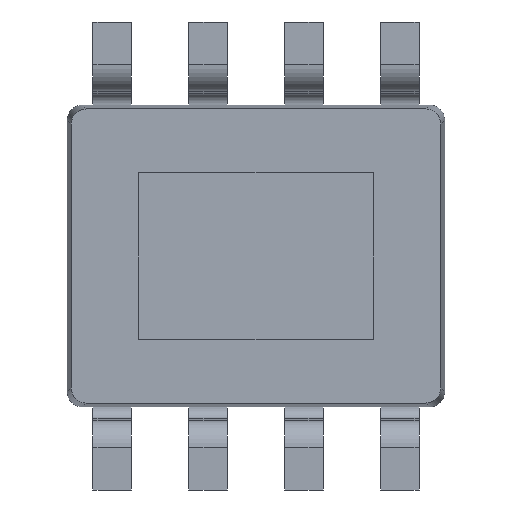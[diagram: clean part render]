
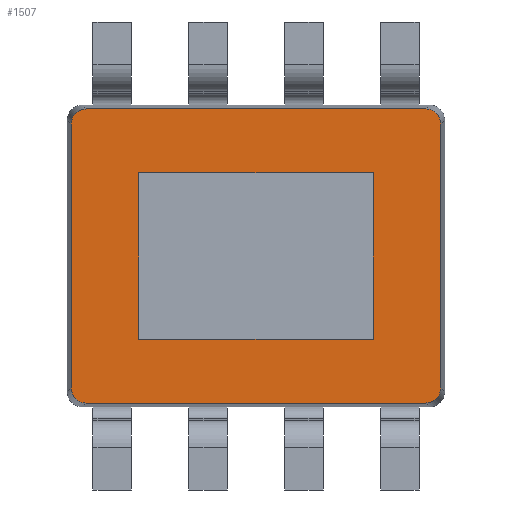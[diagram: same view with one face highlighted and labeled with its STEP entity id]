
A CAD part, front view. The second image highlights one B-rep face of the part: STEP entity #1507.
In plain terms, the highlighted planar face has unit normal (0, -1, 0).
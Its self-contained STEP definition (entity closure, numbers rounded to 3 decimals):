
#32 = EDGE_LOOP ( 'NONE', ( #257, #5199, #905, #5065, #3558, #5219, #5482, #3986 ) ) ;
#56 = CARTESIAN_POINT ( 'NONE',  ( -2.448, 0.095, 1.748 ) ) ;
#75 = CARTESIAN_POINT ( 'NONE',  ( -1.55, 0.095, 1.1 ) ) ;
#88 = CARTESIAN_POINT ( 'NONE',  ( -2.248, 0.095, 1.948 ) ) ;
#215 = CARTESIAN_POINT ( 'NONE',  ( 2.248, 0.095, 1.948 ) ) ;
#243 = LINE ( 'NONE', #4875, #5714 ) ;
#246 = DIRECTION ( 'NONE',  ( 0., -1., 0. ) ) ;
#257 = ORIENTED_EDGE ( 'NONE', *, *, #1105, .T. ) ;
#285 = EDGE_CURVE ( 'NONE', #972, #4993, #5045, .T. ) ;
#372 = CARTESIAN_POINT ( 'NONE',  ( -2.448, 0.095, 1.748 ) ) ;
#386 = ORIENTED_EDGE ( 'NONE', *, *, #2427, .F. ) ;
#448 = CARTESIAN_POINT ( 'NONE',  ( 1.55, 0.095, -1.1 ) ) ;
#626 = CARTESIAN_POINT ( 'NONE',  ( 2.448, 0.095, 1.748 ) ) ;
#629 = CARTESIAN_POINT ( 'NONE',  ( 2.248, 0.095, 1.948 ) ) ;
#637 = VERTEX_POINT ( 'NONE', #3308 ) ;
#638 = VECTOR ( 'NONE', #5530, 1000. ) ;
#749 = VERTEX_POINT ( 'NONE', #2797 ) ;
#810 = EDGE_CURVE ( 'NONE', #3002, #4757, #4428, .T. ) ;
#838 = CARTESIAN_POINT ( 'NONE',  ( 2.248, 0.095, -1.948 ) ) ;
#905 = ORIENTED_EDGE ( 'NONE', *, *, #4069, .T. ) ;
#945 = CARTESIAN_POINT ( 'NONE',  ( 1.55, 0.095, -1.1 ) ) ;
#959 = EDGE_LOOP ( 'NONE', ( #386, #4457, #2156, #1031 ) ) ;
#967 = VERTEX_POINT ( 'NONE', #629 ) ;
#972 = VERTEX_POINT ( 'NONE', #2311 ) ;
#989 =( BOUNDED_CURVE ( )  B_SPLINE_CURVE ( 3, ( #3982, #3082, #1273, #372 ),
 .UNSPECIFIED., .F., .T. ) 
 B_SPLINE_CURVE_WITH_KNOTS ( ( 4, 4 ),
 ( 5.502, 7.065 ),
 .UNSPECIFIED. ) 
 CURVE ( )  GEOMETRIC_REPRESENTATION_ITEM ( )  RATIONAL_B_SPLINE_CURVE ( ( 1., 0.807, 0.807, 1. ) ) 
 REPRESENTATION_ITEM ( '' )  );
#1031 = ORIENTED_EDGE ( 'NONE', *, *, #3003, .F. ) ;
#1105 = EDGE_CURVE ( 'NONE', #5905, #4413, #4794, .T. ) ;
#1168 = VERTEX_POINT ( 'NONE', #1544 ) ;
#1181 = PLANE ( 'NONE',  #4759 ) ;
#1273 = CARTESIAN_POINT ( 'NONE',  ( -2.448, 0.095, 1.865 ) ) ;
#1418 = CARTESIAN_POINT ( 'NONE',  ( 2.448, 0.095, -2. ) ) ;
#1482 = CARTESIAN_POINT ( 'NONE',  ( -2.448, 0.095, -1.748 ) ) ;
#1507 = ADVANCED_FACE ( 'NONE', ( #2745, #2543 ), #1181, .T. ) ;
#1544 = CARTESIAN_POINT ( 'NONE',  ( 2.248, 0.095, -1.948 ) ) ;
#1817 = CARTESIAN_POINT ( 'NONE',  ( 1.55, 0.095, 1.1 ) ) ;
#1914 = LINE ( 'NONE', #2843, #5945 ) ;
#1954 = EDGE_CURVE ( 'NONE', #967, #5835, #243, .T. ) ;
#2058 = VECTOR ( 'NONE', #4311, 1000. ) ;
#2075 = VECTOR ( 'NONE', #3198, 1000. ) ;
#2119 = CARTESIAN_POINT ( 'NONE',  ( 2.448, 0.095, -1.865 ) ) ;
#2135 = VECTOR ( 'NONE', #4869, 1000. ) ;
#2156 = ORIENTED_EDGE ( 'NONE', *, *, #810, .F. ) ;
#2193 = CARTESIAN_POINT ( 'NONE',  ( 2.448, 0.095, -1.748 ) ) ;
#2310 = CARTESIAN_POINT ( 'NONE',  ( 2.448, 0.095, 1.748 ) ) ;
#2311 = CARTESIAN_POINT ( 'NONE',  ( 2.448, 0.095, -1.748 ) ) ;
#2427 = EDGE_CURVE ( 'NONE', #749, #637, #5438, .T. ) ;
#2475 = CARTESIAN_POINT ( 'NONE',  ( 2.365, 0.095, 1.948 ) ) ;
#2489 = DIRECTION ( 'NONE',  ( -1., 0., 0. ) ) ;
#2543 = FACE_OUTER_BOUND ( 'NONE', #32, .T. ) ;
#2745 = FACE_BOUND ( 'NONE', #959, .T. ) ;
#2797 = CARTESIAN_POINT ( 'NONE',  ( -1.55, 0.095, 1.1 ) ) ;
#2843 = CARTESIAN_POINT ( 'NONE',  ( -2.5, 0.095, -1.948 ) ) ;
#3002 = VERTEX_POINT ( 'NONE', #945 ) ;
#3003 = EDGE_CURVE ( 'NONE', #637, #3002, #4477, .T. ) ;
#3062 = CARTESIAN_POINT ( 'NONE',  ( 2.365, 0.095, -1.948 ) ) ;
#3082 = CARTESIAN_POINT ( 'NONE',  ( -2.365, 0.095, 1.948 ) ) ;
#3145 = CARTESIAN_POINT ( 'NONE',  ( -2.248, 0.095, -1.948 ) ) ;
#3193 =( BOUNDED_CURVE ( )  B_SPLINE_CURVE ( 3, ( #626, #3796, #2475, #215 ),
 .UNSPECIFIED., .F., .F. ) 
 B_SPLINE_CURVE_WITH_KNOTS ( ( 4, 4 ),
 ( 5.502, 7.065 ),
 .UNSPECIFIED. ) 
 CURVE ( )  GEOMETRIC_REPRESENTATION_ITEM ( )  RATIONAL_B_SPLINE_CURVE ( ( 1., 0.807, 0.807, 1. ) ) 
 REPRESENTATION_ITEM ( '' )  );
#3198 = DIRECTION ( 'NONE',  ( -1., 0., 0. ) ) ;
#3203 = EDGE_CURVE ( 'NONE', #4757, #749, #4742, .T. ) ;
#3228 = DIRECTION ( 'NONE',  ( 1., 0., 0. ) ) ;
#3239 = CARTESIAN_POINT ( 'NONE',  ( 1.55, 0.095, 1.1 ) ) ;
#3298 = DIRECTION ( 'NONE',  ( 0., 0., 1. ) ) ;
#3308 = CARTESIAN_POINT ( 'NONE',  ( -1.55, 0.095, -1.1 ) ) ;
#3331 =( BOUNDED_CURVE ( )  B_SPLINE_CURVE ( 3, ( #1482, #3772, #5606, #3332 ),
 .UNSPECIFIED., .F., .F. ) 
 B_SPLINE_CURVE_WITH_KNOTS ( ( 4, 4 ),
 ( 5.502, 7.065 ),
 .UNSPECIFIED. ) 
 CURVE ( )  GEOMETRIC_REPRESENTATION_ITEM ( )  RATIONAL_B_SPLINE_CURVE ( ( 1., 0.807, 0.807, 1. ) ) 
 REPRESENTATION_ITEM ( '' )  );
#3332 = CARTESIAN_POINT ( 'NONE',  ( -2.248, 0.095, -1.948 ) ) ;
#3368 =( BOUNDED_CURVE ( )  B_SPLINE_CURVE ( 3, ( #838, #3062, #2119, #2193 ),
 .UNSPECIFIED., .F., .T. ) 
 B_SPLINE_CURVE_WITH_KNOTS ( ( 4, 4 ),
 ( 5.502, 7.065 ),
 .UNSPECIFIED. ) 
 CURVE ( )  GEOMETRIC_REPRESENTATION_ITEM ( )  RATIONAL_B_SPLINE_CURVE ( ( 1., 0.807, 0.807, 1. ) ) 
 REPRESENTATION_ITEM ( '' )  );
#3558 = ORIENTED_EDGE ( 'NONE', *, *, #285, .T. ) ;
#3772 = CARTESIAN_POINT ( 'NONE',  ( -2.448, 0.095, -1.865 ) ) ;
#3796 = CARTESIAN_POINT ( 'NONE',  ( 2.448, 0.095, 1.865 ) ) ;
#3934 = DIRECTION ( 'NONE',  ( 0., 0., -1. ) ) ;
#3982 = CARTESIAN_POINT ( 'NONE',  ( -2.248, 0.095, 1.948 ) ) ;
#3986 = ORIENTED_EDGE ( 'NONE', *, *, #4591, .T. ) ;
#4069 = EDGE_CURVE ( 'NONE', #5186, #1168, #1914, .T. ) ;
#4218 = EDGE_CURVE ( 'NONE', #4413, #5186, #3331, .T. ) ;
#4311 = DIRECTION ( 'NONE',  ( 0., 0., -1. ) ) ;
#4321 = CARTESIAN_POINT ( 'NONE',  ( -2.5, 0.095, 2. ) ) ;
#4351 = CARTESIAN_POINT ( 'NONE',  ( -2.448, 0.095, 2. ) ) ;
#4413 = VERTEX_POINT ( 'NONE', #5896 ) ;
#4428 = LINE ( 'NONE', #5855, #2135 ) ;
#4457 = ORIENTED_EDGE ( 'NONE', *, *, #3203, .F. ) ;
#4477 = LINE ( 'NONE', #448, #638 ) ;
#4591 = EDGE_CURVE ( 'NONE', #5835, #5905, #989, .T. ) ;
#4659 = EDGE_CURVE ( 'NONE', #1168, #972, #3368, .T. ) ;
#4742 = LINE ( 'NONE', #3239, #2075 ) ;
#4757 = VERTEX_POINT ( 'NONE', #1817 ) ;
#4759 = AXIS2_PLACEMENT_3D ( 'NONE', #4321, #246, #3934 ) ;
#4794 = LINE ( 'NONE', #4351, #2058 ) ;
#4869 = DIRECTION ( 'NONE',  ( 0., 0., 1. ) ) ;
#4875 = CARTESIAN_POINT ( 'NONE',  ( 2.5, 0.095, 1.948 ) ) ;
#4993 = VERTEX_POINT ( 'NONE', #2310 ) ;
#5045 = LINE ( 'NONE', #1418, #5761 ) ;
#5065 = ORIENTED_EDGE ( 'NONE', *, *, #4659, .T. ) ;
#5186 = VERTEX_POINT ( 'NONE', #3145 ) ;
#5199 = ORIENTED_EDGE ( 'NONE', *, *, #4218, .T. ) ;
#5219 = ORIENTED_EDGE ( 'NONE', *, *, #5271, .T. ) ;
#5229 = VECTOR ( 'NONE', #5579, 1000. ) ;
#5271 = EDGE_CURVE ( 'NONE', #4993, #967, #3193, .T. ) ;
#5438 = LINE ( 'NONE', #75, #5229 ) ;
#5482 = ORIENTED_EDGE ( 'NONE', *, *, #1954, .T. ) ;
#5530 = DIRECTION ( 'NONE',  ( 1., 0., 0. ) ) ;
#5579 = DIRECTION ( 'NONE',  ( 0., 0., -1. ) ) ;
#5606 = CARTESIAN_POINT ( 'NONE',  ( -2.365, 0.095, -1.948 ) ) ;
#5714 = VECTOR ( 'NONE', #2489, 1000. ) ;
#5761 = VECTOR ( 'NONE', #3298, 1000. ) ;
#5835 = VERTEX_POINT ( 'NONE', #88 ) ;
#5855 = CARTESIAN_POINT ( 'NONE',  ( 1.55, 0.095, 1.1 ) ) ;
#5896 = CARTESIAN_POINT ( 'NONE',  ( -2.448, 0.095, -1.748 ) ) ;
#5905 = VERTEX_POINT ( 'NONE', #56 ) ;
#5945 = VECTOR ( 'NONE', #3228, 1000. ) ;
